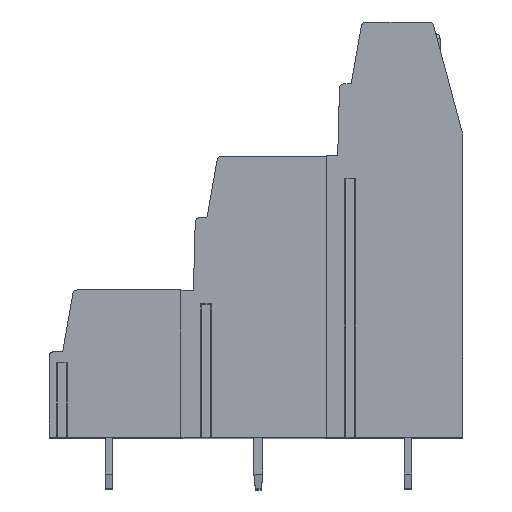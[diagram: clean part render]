
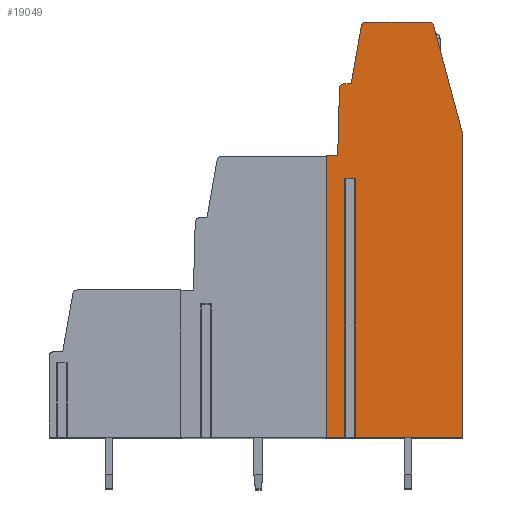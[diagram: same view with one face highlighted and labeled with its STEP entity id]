
A CAD part, top view. The second image highlights one B-rep face of the part: STEP entity #19049.
In plain terms, the highlighted planar face has unit normal (0, 0, 1).
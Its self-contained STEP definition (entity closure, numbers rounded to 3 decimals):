
#14=DIRECTION('',(-1.,0.,0.));
#15=VECTOR('',#14,0.743);
#16=CARTESIAN_POINT('',(1.908,2.65,48.26));
#17=LINE('',#16,#15);
#18=DIRECTION('',(0.,-1.,0.));
#19=VECTOR('',#18,17.55);
#20=CARTESIAN_POINT('',(1.165,2.65,48.26));
#21=LINE('',#20,#19);
#22=DIRECTION('',(1.,0.,0.));
#23=VECTOR('',#22,1.228);
#24=CARTESIAN_POINT('',(-0.063,-14.9,48.26));
#25=LINE('',#24,#23);
#26=DIRECTION('',(-1.,0.,0.));
#27=VECTOR('',#26,0.75);
#28=CARTESIAN_POINT('',(0.687,4.2,48.26));
#29=LINE('',#28,#27);
#30=DIRECTION('',(-0.026,-1.,0.));
#31=VECTOR('',#30,4.609);
#32=CARTESIAN_POINT('',(0.808,8.808,48.26));
#33=LINE('',#32,#31);
#34=CARTESIAN_POINT('',(1.108,8.8,48.26));
#35=DIRECTION('',(0.,0.,1.));
#36=DIRECTION('',(0.,1.,0.));
#37=AXIS2_PLACEMENT_3D('',#34,#35,#36);
#39=DIRECTION('',(-1.,0.,0.));
#40=VECTOR('',#39,0.497);
#41=CARTESIAN_POINT('',(1.605,9.1,48.26));
#42=LINE('',#41,#40);
#43=DIRECTION('',(-0.174,-0.985,0.));
#44=VECTOR('',#43,4.013);
#45=CARTESIAN_POINT('',(2.301,13.052,48.26));
#46=LINE('',#45,#44);
#47=CARTESIAN_POINT('',(2.597,13.,48.26));
#48=DIRECTION('',(0.,0.,1.));
#49=DIRECTION('',(0.,1.,0.));
#50=AXIS2_PLACEMENT_3D('',#47,#48,#49);
#52=DIRECTION('',(-1.,0.,0.));
#53=VECTOR('',#52,4.31);
#54=CARTESIAN_POINT('',(6.907,13.3,48.26));
#55=LINE('',#54,#53);
#56=CARTESIAN_POINT('',(6.907,13.,48.26));
#57=DIRECTION('',(0.,0.,1.));
#58=DIRECTION('',(0.966,0.259,0.));
#59=AXIS2_PLACEMENT_3D('',#56,#57,#58);
#61=CARTESIAN_POINT('',(8.187,5.518,48.26));
#62=DIRECTION('',(0.,0.,1.));
#63=DIRECTION('',(1.,0.,0.));
#64=AXIS2_PLACEMENT_3D('',#61,#62,#63);
#66=DIRECTION('',(0.,1.,0.));
#67=VECTOR('',#66,20.418);
#68=CARTESIAN_POINT('',(9.187,-14.9,48.26));
#69=LINE('',#68,#67);
#70=DIRECTION('',(1.,0.,0.));
#71=VECTOR('',#70,7.279);
#72=CARTESIAN_POINT('',(1.908,-14.9,48.26));
#73=LINE('',#72,#71);
#74=DIRECTION('',(0.,-1.,0.));
#75=VECTOR('',#74,17.55);
#76=CARTESIAN_POINT('',(1.908,2.65,48.26));
#77=LINE('',#76,#75);
#6168=DIRECTION('',(-0.259,0.966,0.));
#6169=VECTOR('',#6168,7.558);
#6170=CARTESIAN_POINT('',(9.153,5.777,48.26));
#6171=LINE('',#6170,#6169);
#10260=DIRECTION('',(0.,-1.,0.));
#10261=VECTOR('',#10260,19.1);
#10262=CARTESIAN_POINT('',(-0.063,4.2,48.26));
#10263=LINE('',#10262,#10261);
#15008=CARTESIAN_POINT('',(9.187,-14.9,48.26));
#15009=CARTESIAN_POINT('',(9.187,5.518,48.26));
#15010=VERTEX_POINT('',#15008);
#15011=VERTEX_POINT('',#15009);
#15012=CARTESIAN_POINT('',(9.153,5.777,48.26));
#15013=VERTEX_POINT('',#15012);
#15014=CARTESIAN_POINT('',(7.197,13.078,48.26));
#15015=CARTESIAN_POINT('',(6.907,13.3,48.26));
#15016=VERTEX_POINT('',#15014);
#15017=VERTEX_POINT('',#15015);
#15018=CARTESIAN_POINT('',(2.597,13.3,48.26));
#15019=VERTEX_POINT('',#15018);
#15020=CARTESIAN_POINT('',(2.301,13.052,48.26));
#15021=VERTEX_POINT('',#15020);
#15022=CARTESIAN_POINT('',(1.605,9.1,48.26));
#15023=VERTEX_POINT('',#15022);
#15024=CARTESIAN_POINT('',(1.108,9.1,48.26));
#15025=VERTEX_POINT('',#15024);
#15026=CARTESIAN_POINT('',(0.808,8.808,48.26));
#15027=VERTEX_POINT('',#15026);
#15028=CARTESIAN_POINT('',(0.687,4.2,48.26));
#15029=VERTEX_POINT('',#15028);
#15068=CARTESIAN_POINT('',(-0.063,-14.9,48.26));
#15070=VERTEX_POINT('',#15068);
#15076=CARTESIAN_POINT('',(-0.063,4.2,48.26));
#15077=VERTEX_POINT('',#15076);
#15124=CARTESIAN_POINT('',(1.908,2.65,48.26));
#15125=CARTESIAN_POINT('',(1.165,2.65,48.26));
#15126=VERTEX_POINT('',#15124);
#15127=VERTEX_POINT('',#15125);
#15128=CARTESIAN_POINT('',(1.908,-14.9,48.26));
#15129=VERTEX_POINT('',#15128);
#15130=CARTESIAN_POINT('',(1.165,-14.9,48.26));
#15131=VERTEX_POINT('',#15130);
#19008=CARTESIAN_POINT('',(0.,0.,48.26));
#19009=DIRECTION('',(0.,0.,1.));
#19010=DIRECTION('',(1.,0.,0.));
#19011=AXIS2_PLACEMENT_3D('',#19008,#19009,#19010);
#19012=PLANE('',#19011);
#19014=ORIENTED_EDGE('',*,*,#19013,.T.);
#19016=ORIENTED_EDGE('',*,*,#19015,.T.);
#19018=ORIENTED_EDGE('',*,*,#19017,.F.);
#19020=ORIENTED_EDGE('',*,*,#19019,.F.);
#19022=ORIENTED_EDGE('',*,*,#19021,.F.);
#19024=ORIENTED_EDGE('',*,*,#19023,.F.);
#19026=ORIENTED_EDGE('',*,*,#19025,.F.);
#19028=ORIENTED_EDGE('',*,*,#19027,.F.);
#19030=ORIENTED_EDGE('',*,*,#19029,.F.);
#19032=ORIENTED_EDGE('',*,*,#19031,.F.);
#19034=ORIENTED_EDGE('',*,*,#19033,.F.);
#19036=ORIENTED_EDGE('',*,*,#19035,.F.);
#19038=ORIENTED_EDGE('',*,*,#19037,.F.);
#19040=ORIENTED_EDGE('',*,*,#19039,.F.);
#19042=ORIENTED_EDGE('',*,*,#19041,.F.);
#19044=ORIENTED_EDGE('',*,*,#19043,.F.);
#19046=ORIENTED_EDGE('',*,*,#19045,.F.);
#19047=EDGE_LOOP('',(#19014,#19016,#19018,#19020,#19022,#19024,#19026,#19028,
#19030,#19032,#19034,#19036,#19038,#19040,#19042,#19044,#19046));
#19048=FACE_OUTER_BOUND('',#19047,.F.);
#38=CIRCLE('',#37,0.3);
#51=CIRCLE('',#50,0.3);
#60=CIRCLE('',#59,0.3);
#65=CIRCLE('',#64,1.);
#19013=EDGE_CURVE('',#15126,#15127,#17,.T.);
#19015=EDGE_CURVE('',#15127,#15131,#21,.T.);
#19017=EDGE_CURVE('',#15070,#15131,#25,.T.);
#19019=EDGE_CURVE('',#15077,#15070,#10263,.T.);
#19021=EDGE_CURVE('',#15029,#15077,#29,.T.);
#19023=EDGE_CURVE('',#15027,#15029,#33,.T.);
#19025=EDGE_CURVE('',#15025,#15027,#38,.T.);
#19027=EDGE_CURVE('',#15023,#15025,#42,.T.);
#19029=EDGE_CURVE('',#15021,#15023,#46,.T.);
#19031=EDGE_CURVE('',#15019,#15021,#51,.T.);
#19033=EDGE_CURVE('',#15017,#15019,#55,.T.);
#19035=EDGE_CURVE('',#15016,#15017,#60,.T.);
#19037=EDGE_CURVE('',#15013,#15016,#6171,.T.);
#19039=EDGE_CURVE('',#15011,#15013,#65,.T.);
#19041=EDGE_CURVE('',#15010,#15011,#69,.T.);
#19043=EDGE_CURVE('',#15129,#15010,#73,.T.);
#19045=EDGE_CURVE('',#15126,#15129,#77,.T.);
#19049=ADVANCED_FACE('',(#19048),#19012,.T.);
